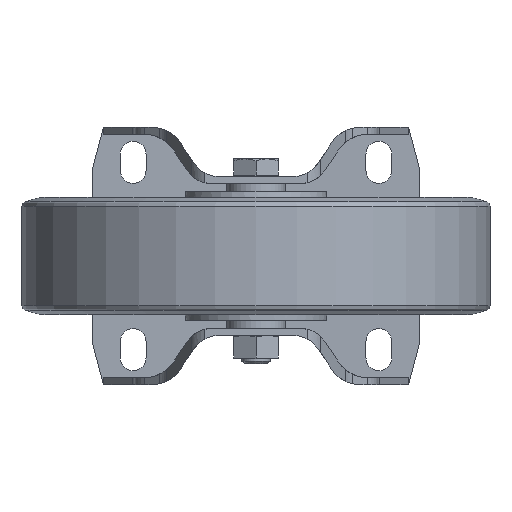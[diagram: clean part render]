
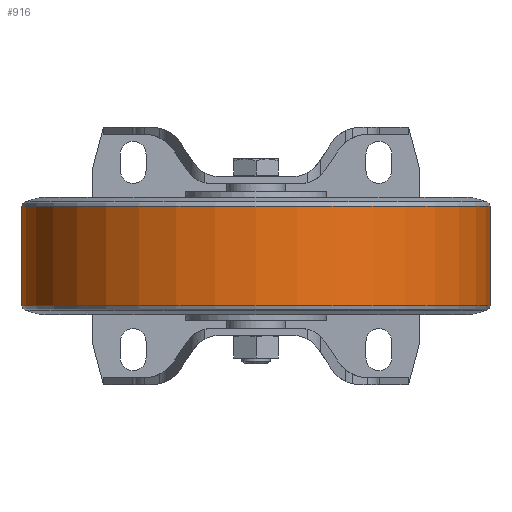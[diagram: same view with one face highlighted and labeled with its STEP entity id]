
A CAD part, front view. The second image highlights one B-rep face of the part: STEP entity #916.
In plain terms, the highlighted cylindrical face has radius 100 mm (diameter 200 mm), a full revolution.
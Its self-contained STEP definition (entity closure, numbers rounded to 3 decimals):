
#916 = ADVANCED_FACE( '', ( #1919, #1920 ), #1921, .T. );
#1919 = FACE_OUTER_BOUND( '', #3047, .T. );
#1920 = FACE_OUTER_BOUND( '', #3048, .T. );
#1921 = CYLINDRICAL_SURFACE( '', #3049, 100. );
#3047 = EDGE_LOOP( '', ( #5391 ) );
#3048 = EDGE_LOOP( '', ( #5392 ) );
#3049 = AXIS2_PLACEMENT_3D( '', #5393, #5394, #5395 );
#5391 = ORIENTED_EDGE( '', *, *, #7301, .T. );
#5392 = ORIENTED_EDGE( '', *, *, #7288, .F. );
#5393 = CARTESIAN_POINT( '', ( 52.5, 0., 0. ) );
#5394 = DIRECTION( '', ( -1., 0., 0. ) );
#5395 = DIRECTION( '', ( 0., 0., -1. ) );
#7288 = EDGE_CURVE( '', #8908, #8908, #8909, .T. );
#7301 = EDGE_CURVE( '', #8931, #8931, #8932, .T. );
#8908 = VERTEX_POINT( '', #11717 );
#8909 = CIRCLE( '', #11718, 100. );
#8931 = VERTEX_POINT( '', #11748 );
#8932 = CIRCLE( '', #11749, 100. );
#11717 = CARTESIAN_POINT( '', ( 48.822, 0., -100. ) );
#11718 = AXIS2_PLACEMENT_3D( '', #13552, #13553, #13554 );
#11748 = CARTESIAN_POINT( '', ( 6.178, 0., -100. ) );
#11749 = AXIS2_PLACEMENT_3D( '', #13566, #13567, #13568 );
#13552 = CARTESIAN_POINT( '', ( 48.822, 0., 0. ) );
#13553 = DIRECTION( '', ( 1., 0., 0. ) );
#13554 = DIRECTION( '', ( 0., 0., -1. ) );
#13566 = CARTESIAN_POINT( '', ( 6.178, 0., 0. ) );
#13567 = DIRECTION( '', ( 1., 0., 0. ) );
#13568 = DIRECTION( '', ( 0., 0., -1. ) );
